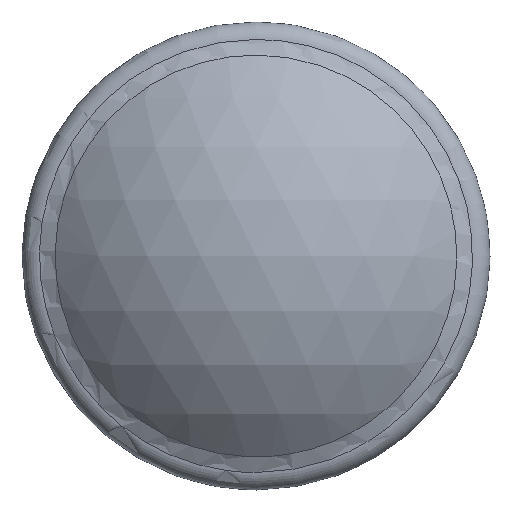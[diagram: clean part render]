
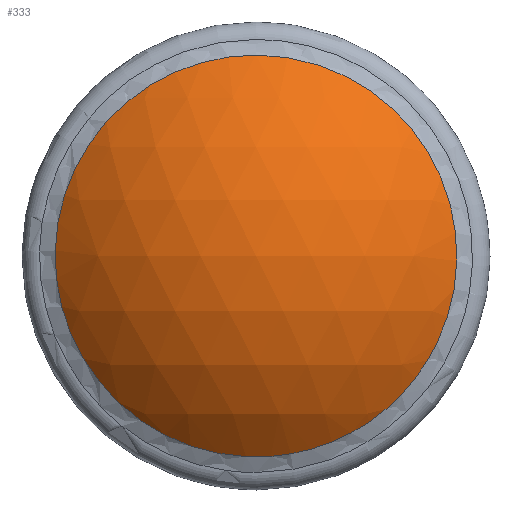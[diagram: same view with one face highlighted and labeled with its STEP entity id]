
A CAD part, left-side view. The second image highlights one B-rep face of the part: STEP entity #333.
In plain terms, the highlighted spherical face has radius 10.893 mm.
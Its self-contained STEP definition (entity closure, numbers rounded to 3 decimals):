
#19=SPHERICAL_SURFACE('',#369,10.893);
#20=B_SPLINE_CURVE_WITH_KNOTS('',3,(#606,#607,#608,#609,#610,#611,#612,
#613,#614,#615,#616,#617,#618,#619,#620,#621,#622),.UNSPECIFIED.,.T.,.F.,
(4,1,1,1,1,1,1,1,1,1,1,1,1,1,4),(-7.903,-7.527,-7.15,
-6.774,-6.398,-6.147,-5.645,
-5.394,-4.892,-4.516,-4.14,
-3.763,-3.387,-3.011,-2.634),
 .UNSPECIFIED.);
#47=FACE_OUTER_BOUND('',#69,.T.);
#69=EDGE_LOOP('',(#265));
#162=VERTEX_POINT('',#604);
#199=EDGE_CURVE('',#162,#162,#20,.T.);
#265=ORIENTED_EDGE('',*,*,#199,.F.);
#333=ADVANCED_FACE('',(#47),#19,.T.);
#369=AXIS2_PLACEMENT_3D('',#645,#438,#439);
#438=DIRECTION('center_axis',(0.,0.,1.));
#439=DIRECTION('ref_axis',(-1.,0.001,0.));
#604=CARTESIAN_POINT('',(-29.285,0.01,192.727));
#606=CARTESIAN_POINT('Ctrl Pts',(-29.285,0.01,
192.727));
#607=CARTESIAN_POINT('Ctrl Pts',(-29.285,-1.142,192.728));
#608=CARTESIAN_POINT('Ctrl Pts',(-29.285,-3.46,192.205));
#609=CARTESIAN_POINT('Ctrl Pts',(-29.285,-6.241,189.987));
#610=CARTESIAN_POINT('Ctrl Pts',(-29.285,-7.789,186.782));
#611=CARTESIAN_POINT('Ctrl Pts',(-29.285,-7.788,183.626));
#612=CARTESIAN_POINT('Ctrl Pts',(-29.285,-6.51,180.356));
#613=CARTESIAN_POINT('Ctrl Pts',(-29.285,-4.159,178.165));
#614=CARTESIAN_POINT('Ctrl Pts',(-29.285,-0.421,177.014));
#615=CARTESIAN_POINT('Ctrl Pts',(-29.285,3.138,177.544));
#616=CARTESIAN_POINT('Ctrl Pts',(-29.285,6.235,180.005));
#617=CARTESIAN_POINT('Ctrl Pts',(-29.285,7.786,183.207));
#618=CARTESIAN_POINT('Ctrl Pts',(-29.285,7.793,186.765));
#619=CARTESIAN_POINT('Ctrl Pts',(-29.285,6.256,189.971));
#620=CARTESIAN_POINT('Ctrl Pts',(-29.285,3.48,192.195));
#621=CARTESIAN_POINT('Ctrl Pts',(-29.285,1.161,192.725));
#622=CARTESIAN_POINT('Ctrl Pts',(-29.285,0.01,
192.727));
#645=CARTESIAN_POINT('Origin',(-21.607,0.,
185.));
